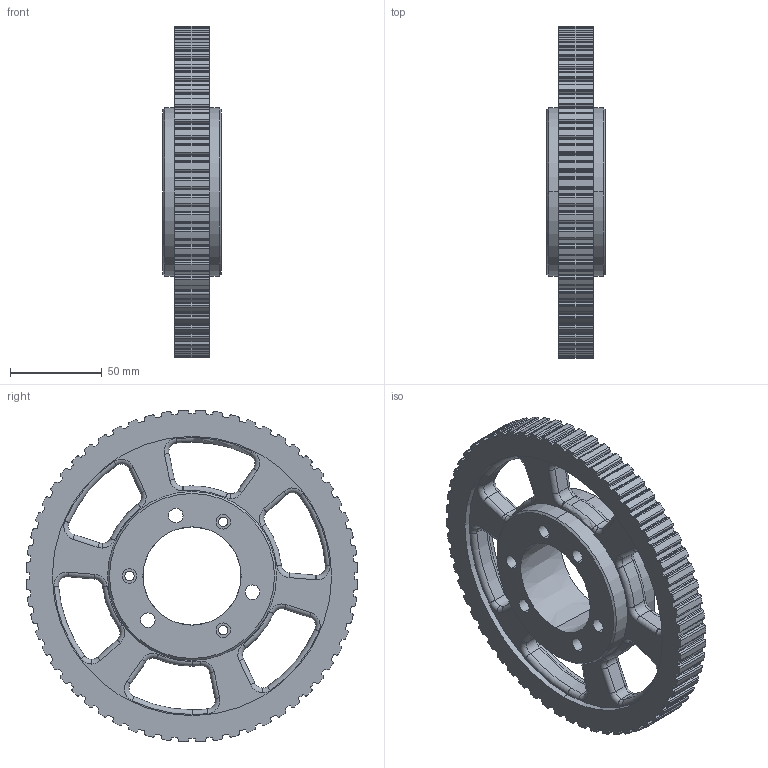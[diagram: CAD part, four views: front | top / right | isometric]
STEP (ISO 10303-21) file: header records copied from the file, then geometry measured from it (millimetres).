
FILE_DESCRIPTION (( 'STEP AP214' ), '1' );
FILE_NAME ('SQD60L050AF-SD.step', '2015-04-14T20:53:48', ( '' ), ( '' ), 'SwSTEP 2.0', 'SolidWorks 2014', '' );
FILE_SCHEMA (( 'AUTOMOTIVE_DESIGN' ));
Length unit declared in the file: inch
Products named in the file (1): SQD60L050AF-SD
Bounding box: 31.75 x 181.13 x 181.13 mm (x, y, z)
Volume: 331266.7 mm3; surface area: 73126.9 mm2
Topology: 1 solids, 1 shells, 735 faces, 2070 edges, 1344 vertices
Faces by surface type: cylinder 440, plane 201, torus 88, cone 6
Entity records: 24220 total; most frequent: DIRECTION 4590, CARTESIAN_POINT 4150, ORIENTED_EDGE 4140, EDGE_CURVE 2070, AXIS2_PLACEMENT_3D 1784, VERTEX_POINT 1344, CIRCLE 1048, LINE 1022
